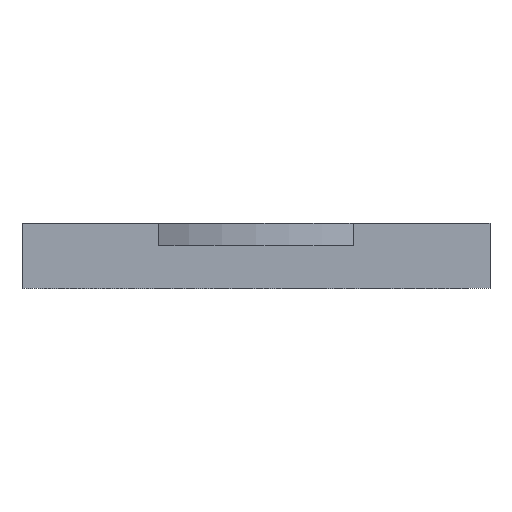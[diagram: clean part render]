
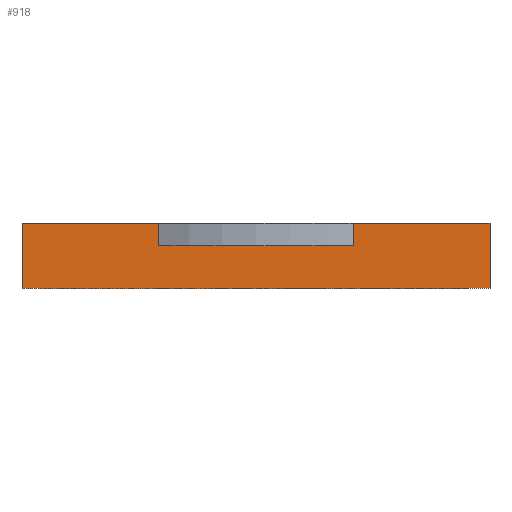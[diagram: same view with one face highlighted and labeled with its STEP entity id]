
A CAD part, front view. The second image highlights one B-rep face of the part: STEP entity #918.
In plain terms, the highlighted planar face has unit normal (0, -1, 0).
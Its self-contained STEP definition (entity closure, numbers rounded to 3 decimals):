
#17 = ORIENTED_EDGE ( 'NONE', *, *, #917, .T. ) ;
#28 = VERTEX_POINT ( 'NONE', #703 ) ;
#34 = EDGE_CURVE ( 'NONE', #843, #353, #1002, .T. ) ;
#40 = ORIENTED_EDGE ( 'NONE', *, *, #34, .T. ) ;
#63 = VECTOR ( 'NONE', #491, 1000. ) ;
#86 = DIRECTION ( 'NONE',  ( 0., 0., -1. ) ) ;
#106 = VERTEX_POINT ( 'NONE', #365 ) ;
#122 = ORIENTED_EDGE ( 'NONE', *, *, #572, .T. ) ;
#124 = EDGE_CURVE ( 'NONE', #185, #188, #223, .T. ) ;
#127 = DIRECTION ( 'NONE',  ( 0., 1., 0. ) ) ;
#133 = ORIENTED_EDGE ( 'NONE', *, *, #649, .T. ) ;
#149 = LINE ( 'NONE', #1054, #982 ) ;
#153 = LINE ( 'NONE', #839, #1009 ) ;
#185 = VERTEX_POINT ( 'NONE', #1024 ) ;
#188 = VERTEX_POINT ( 'NONE', #537 ) ;
#194 = CARTESIAN_POINT ( 'NONE',  ( 54., -54., 15. ) ) ;
#223 = LINE ( 'NONE', #194, #548 ) ;
#234 = ORIENTED_EDGE ( 'NONE', *, *, #270, .F. ) ;
#255 = LINE ( 'NONE', #426, #1038 ) ;
#270 = EDGE_CURVE ( 'NONE', #484, #353, #790, .T. ) ;
#318 = CARTESIAN_POINT ( 'NONE',  ( 0., -54., 9.92 ) ) ;
#327 = AXIS2_PLACEMENT_3D ( 'NONE', #552, #127, #729 ) ;
#332 = VECTOR ( 'NONE', #787, 1000. ) ;
#333 = VERTEX_POINT ( 'NONE', #805 ) ;
#347 = DIRECTION ( 'NONE',  ( 0., 0., -1. ) ) ;
#353 = VERTEX_POINT ( 'NONE', #559 ) ;
#365 = CARTESIAN_POINT ( 'NONE',  ( 22.408, -54., 9.92 ) ) ;
#372 = CARTESIAN_POINT ( 'NONE',  ( -22.5, -54., 9.92 ) ) ;
#404 = CARTESIAN_POINT ( 'NONE',  ( -54., -54., 15. ) ) ;
#426 = CARTESIAN_POINT ( 'NONE',  ( 0., -54., 15. ) ) ;
#428 = DIRECTION ( 'NONE',  ( 1., 0., 0. ) ) ;
#484 = VERTEX_POINT ( 'NONE', #404 ) ;
#485 = LINE ( 'NONE', #318, #63 ) ;
#491 = DIRECTION ( 'NONE',  ( 1., 0., 0. ) ) ;
#525 = EDGE_LOOP ( 'NONE', ( #566, #122, #956, #40, #234, #133, #17, #911 ) ) ;
#530 = FACE_OUTER_BOUND ( 'NONE', #525, .T. ) ;
#537 = CARTESIAN_POINT ( 'NONE',  ( 54., -54., 0. ) ) ;
#548 = VECTOR ( 'NONE', #578, 1000. ) ;
#552 = CARTESIAN_POINT ( 'NONE',  ( 0., -54., 15. ) ) ;
#557 = DIRECTION ( 'NONE',  ( 1., 0., 0. ) ) ;
#559 = CARTESIAN_POINT ( 'NONE',  ( -22.5, -54., 15. ) ) ;
#566 = ORIENTED_EDGE ( 'NONE', *, *, #623, .F. ) ;
#572 = EDGE_CURVE ( 'NONE', #333, #106, #701, .T. ) ;
#578 = DIRECTION ( 'NONE',  ( 0., 0., -1. ) ) ;
#623 = EDGE_CURVE ( 'NONE', #333, #185, #255, .T. ) ;
#649 = EDGE_CURVE ( 'NONE', #484, #28, #153, .T. ) ;
#701 = LINE ( 'NONE', #945, #713 ) ;
#703 = CARTESIAN_POINT ( 'NONE',  ( -54., -54., 0. ) ) ;
#713 = VECTOR ( 'NONE', #86, 1000. ) ;
#729 = DIRECTION ( 'NONE',  ( 0., 0., 1. ) ) ;
#787 = DIRECTION ( 'NONE',  ( 0., 0., 1. ) ) ;
#790 = LINE ( 'NONE', #946, #883 ) ;
#805 = CARTESIAN_POINT ( 'NONE',  ( 22.408, -54., 15. ) ) ;
#839 = CARTESIAN_POINT ( 'NONE',  ( -54., -54., 15. ) ) ;
#843 = VERTEX_POINT ( 'NONE', #372 ) ;
#883 = VECTOR ( 'NONE', #428, 1000. ) ;
#911 = ORIENTED_EDGE ( 'NONE', *, *, #124, .F. ) ;
#917 = EDGE_CURVE ( 'NONE', #28, #188, #149, .T. ) ;
#918 = ADVANCED_FACE ( 'NONE', ( #530 ), #1060, .F. ) ;
#945 = CARTESIAN_POINT ( 'NONE',  ( 22.408, -54., 9.92 ) ) ;
#946 = CARTESIAN_POINT ( 'NONE',  ( 0., -54., 15. ) ) ;
#956 = ORIENTED_EDGE ( 'NONE', *, *, #1021, .F. ) ;
#966 = CARTESIAN_POINT ( 'NONE',  ( -22.5, -54., 15. ) ) ;
#982 = VECTOR ( 'NONE', #557, 1000. ) ;
#1002 = LINE ( 'NONE', #966, #332 ) ;
#1009 = VECTOR ( 'NONE', #347, 1000. ) ;
#1011 = DIRECTION ( 'NONE',  ( 1., 0., 0. ) ) ;
#1021 = EDGE_CURVE ( 'NONE', #843, #106, #485, .T. ) ;
#1024 = CARTESIAN_POINT ( 'NONE',  ( 54., -54., 15. ) ) ;
#1038 = VECTOR ( 'NONE', #1011, 1000. ) ;
#1054 = CARTESIAN_POINT ( 'NONE',  ( 0., -54., 0. ) ) ;
#1060 = PLANE ( 'NONE',  #327 ) ;
